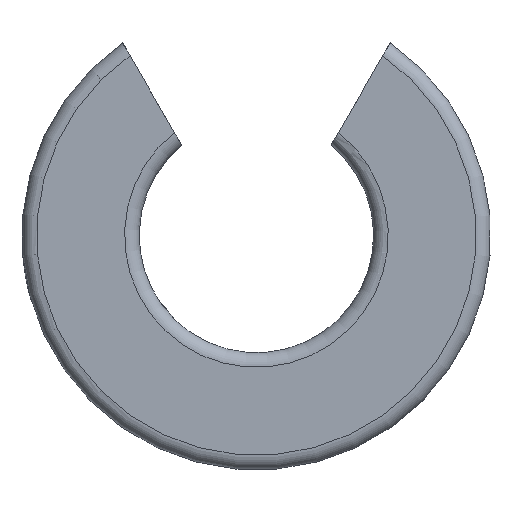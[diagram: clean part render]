
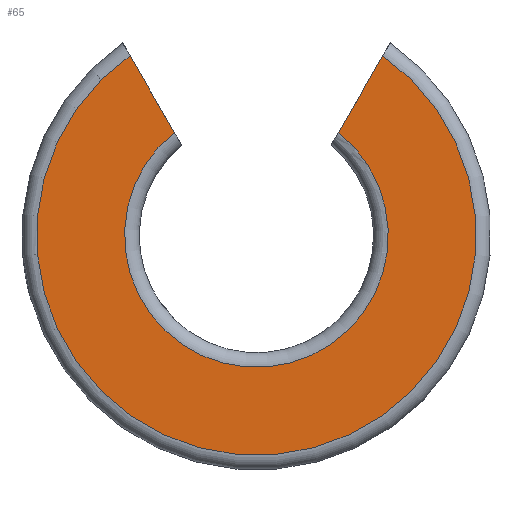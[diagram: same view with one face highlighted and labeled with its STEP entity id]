
A CAD part, left-side view. The second image highlights one B-rep face of the part: STEP entity #65.
In plain terms, the highlighted planar face has unit normal (-1, 0, 0).
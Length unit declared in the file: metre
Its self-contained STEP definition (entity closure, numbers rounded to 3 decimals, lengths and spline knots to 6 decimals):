
#65 = ADVANCED_FACE( '', ( #144 ), #145, .T. );
#144 = FACE_OUTER_BOUND( '', #235, .T. );
#145 = PLANE( '', #236 );
#235 = EDGE_LOOP( '', ( #355, #356, #357, #358 ) );
#236 = AXIS2_PLACEMENT_3D( '', #359, #360, #361 );
#355 = ORIENTED_EDGE( '', *, *, #589, .T. );
#356 = ORIENTED_EDGE( '', *, *, #590, .T. );
#357 = ORIENTED_EDGE( '', *, *, #574, .T. );
#358 = ORIENTED_EDGE( '', *, *, #591, .T. );
#359 = CARTESIAN_POINT( '', ( -0.0125, 0., 0. ) );
#360 = DIRECTION( '', ( -1., 0., 0. ) );
#361 = DIRECTION( '', ( 0., -1., 0. ) );
#574 = EDGE_CURVE( '', #691, #692, #693, .T. );
#589 = EDGE_CURVE( '', #717, #718, #719, .F. );
#590 = EDGE_CURVE( '', #718, #691, #720, .T. );
#591 = EDGE_CURVE( '', #692, #717, #721, .T. );
#691 = VERTEX_POINT( '', #850 );
#692 = VERTEX_POINT( '', #851 );
#693 = CIRCLE( '', #852, 0.0075 );
#717 = VERTEX_POINT( '', #951 );
#718 = VERTEX_POINT( '', #952 );
#719 = CIRCLE( '', #953, 0.0045 );
#720 = LINE( '', #954, #955 );
#721 = LINE( '', #956, #957 );
#850 = CARTESIAN_POINT( '', ( -0.0125, 0.004313, 0.006136 ) );
#851 = CARTESIAN_POINT( '', ( -0.0125, -0.004313, 0.006136 ) );
#852 = AXIS2_PLACEMENT_3D( '', #1168, #1169, #1170 );
#951 = CARTESIAN_POINT( '', ( -0.0125, -0.002803, 0.00352 ) );
#952 = CARTESIAN_POINT( '', ( -0.0125, 0.002803, 0.00352 ) );
#953 = AXIS2_PLACEMENT_3D( '', #1185, #1186, #1187 );
#954 = CARTESIAN_POINT( '', ( -0.0125, 0.000578, -0.000334 ) );
#955 = VECTOR( '', #1188, 1. );
#956 = CARTESIAN_POINT( '', ( -0.0125, -0.000578, -0.000334 ) );
#957 = VECTOR( '', #1189, 1. );
#1168 = CARTESIAN_POINT( '', ( -0.0125, 0., 0. ) );
#1169 = DIRECTION( '', ( -1., 0., 0. ) );
#1170 = DIRECTION( '', ( 0., -1., 0. ) );
#1185 = CARTESIAN_POINT( '', ( -0.0125, 0., 0. ) );
#1186 = DIRECTION( '', ( -1., 0., 0. ) );
#1187 = DIRECTION( '', ( 0., -1., 0. ) );
#1188 = DIRECTION( '', ( 0., 0.5, 0.866 ) );
#1189 = DIRECTION( '', ( 0., 0.5, -0.866 ) );
